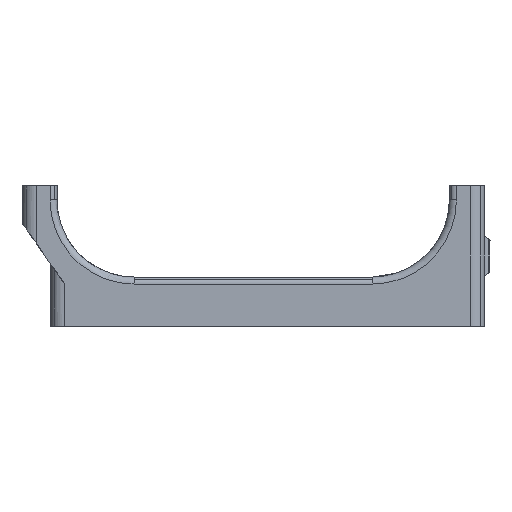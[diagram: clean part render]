
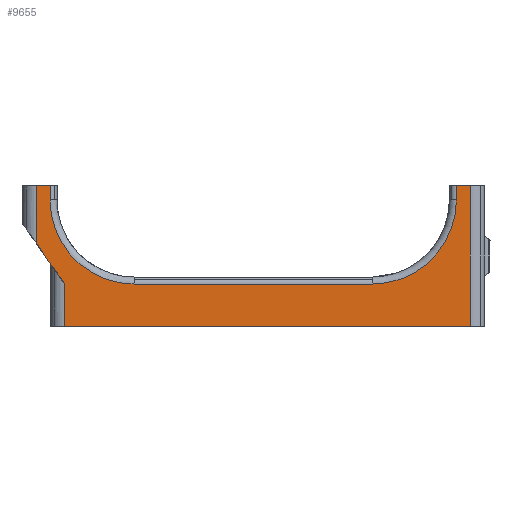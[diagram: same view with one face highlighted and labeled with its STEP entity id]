
A CAD part, left-side view. The second image highlights one B-rep face of the part: STEP entity #9655.
In plain terms, the highlighted planar face has unit normal (-1, 0, 0).
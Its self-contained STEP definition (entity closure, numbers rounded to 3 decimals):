
#5 = CARTESIAN_POINT ( 'NONE',  ( 143.863, 455.634, 195.747 ) ) ;
#45 = EDGE_CURVE ( 'NONE', #18043, #10434, #16199, .T. ) ;
#259 = ORIENTED_EDGE ( 'NONE', *, *, #1933, .F. ) ;
#976 = VERTEX_POINT ( 'NONE', #10531 ) ;
#1046 = LINE ( 'NONE', #3109, #16415 ) ;
#1192 = EDGE_CURVE ( 'NONE', #2476, #20448, #12369, .T. ) ;
#1555 = VERTEX_POINT ( 'NONE', #21102 ) ;
#1861 = EDGE_CURVE ( 'NONE', #2476, #8022, #1046, .T. ) ;
#1933 = EDGE_CURVE ( 'NONE', #9349, #17732, #11941, .T. ) ;
#1999 = EDGE_CURVE ( 'NONE', #4969, #20448, #6051, .T. ) ;
#2112 = ORIENTED_EDGE ( 'NONE', *, *, #1861, .F. ) ;
#2383 = DIRECTION ( 'NONE',  ( 0., -1., 0. ) ) ;
#2385 = AXIS2_PLACEMENT_3D ( 'NONE', #9448, #12980, #15931 ) ;
#2433 = VECTOR ( 'NONE', #17162, 1000. ) ;
#2476 = VERTEX_POINT ( 'NONE', #16629 ) ;
#2484 = EDGE_CURVE ( 'NONE', #4501, #976, #8269, .T. ) ;
#3109 = CARTESIAN_POINT ( 'NONE',  ( 143.863, 395.634, 195.747 ) ) ;
#3413 = CIRCLE ( 'NONE', #2385, 12. ) ;
#3868 = AXIS2_PLACEMENT_3D ( 'NONE', #8189, #5947, #13037 ) ;
#4480 = CIRCLE ( 'NONE', #20910, 12. ) ;
#4501 = VERTEX_POINT ( 'NONE', #13687 ) ;
#4695 = ORIENTED_EDGE ( 'NONE', *, *, #5580, .T. ) ;
#4969 = VERTEX_POINT ( 'NONE', #9426 ) ;
#5034 = CARTESIAN_POINT ( 'NONE',  ( 143.863, 443.634, 198.747 ) ) ;
#5555 = EDGE_CURVE ( 'NONE', #9213, #4969, #3413, .T. ) ;
#5580 = EDGE_CURVE ( 'NONE', #4501, #10434, #6196, .T. ) ;
#5947 = DIRECTION ( 'NONE',  ( 1., 0., 0. ) ) ;
#6050 = VECTOR ( 'NONE', #6593, 1000. ) ;
#6051 = LINE ( 'NONE', #11134, #7659 ) ;
#6196 = LINE ( 'NONE', #16156, #18475 ) ;
#6263 = EDGE_CURVE ( 'NONE', #1555, #9213, #15527, .T. ) ;
#6527 = ORIENTED_EDGE ( 'NONE', *, *, #11273, .F. ) ;
#6593 = DIRECTION ( 'NONE',  ( 0., 0., 1. ) ) ;
#6807 = VECTOR ( 'NONE', #10689, 1000. ) ;
#7159 = EDGE_LOOP ( 'NONE', ( #18655, #4695, #20350, #7308, #259, #18864, #2112, #17574, #20717, #20583, #11213, #6527 ) ) ;
#7308 = ORIENTED_EDGE ( 'NONE', *, *, #17974, .T. ) ;
#7659 = VECTOR ( 'NONE', #13042, 1000. ) ;
#8022 = VERTEX_POINT ( 'NONE', #16530 ) ;
#8189 = CARTESIAN_POINT ( 'NONE',  ( 143.863, 426.234, 190.747 ) ) ;
#8269 = LINE ( 'NONE', #5, #13335 ) ;
#8855 = LINE ( 'NONE', #9064, #6807 ) ;
#8865 = DIRECTION ( 'NONE',  ( 0., 1., 0. ) ) ;
#9064 = CARTESIAN_POINT ( 'NONE',  ( 143.863, 453.032, 186.032 ) ) ;
#9213 = VERTEX_POINT ( 'NONE', #19042 ) ;
#9236 = CARTESIAN_POINT ( 'NONE',  ( 143.863, 417.934, 186.747 ) ) ;
#9349 = VERTEX_POINT ( 'NONE', #16943 ) ;
#9426 = CARTESIAN_POINT ( 'NONE',  ( 143.863, 397.634, 198.747 ) ) ;
#9448 = CARTESIAN_POINT ( 'NONE',  ( 143.863, 409.634, 198.747 ) ) ;
#9655 = ADVANCED_FACE ( 'NONE', ( #10530 ), #13938, .F. ) ;
#9735 = DIRECTION ( 'NONE',  ( 0., 0., -1. ) ) ;
#10244 = DIRECTION ( 'NONE',  ( 0., 0.707, -0.707 ) ) ;
#10434 = VERTEX_POINT ( 'NONE', #11415 ) ;
#10530 = FACE_OUTER_BOUND ( 'NONE', #7159, .T. ) ;
#10531 = CARTESIAN_POINT ( 'NONE',  ( 143.863, 455.634, 198.747 ) ) ;
#10689 = DIRECTION ( 'NONE',  ( 0., -0.574, -0.819 ) ) ;
#10969 = DIRECTION ( 'NONE',  ( 0., 1., 0. ) ) ;
#11134 = CARTESIAN_POINT ( 'NONE',  ( 143.863, 397.634, 185.747 ) ) ;
#11213 = ORIENTED_EDGE ( 'NONE', *, *, #6263, .F. ) ;
#11273 = EDGE_CURVE ( 'NONE', #976, #1555, #4480, .T. ) ;
#11415 = CARTESIAN_POINT ( 'NONE',  ( 143.863, 457.634, 200.747 ) ) ;
#11775 = DIRECTION ( 'NONE',  ( -1., 0., 0. ) ) ;
#11838 = VECTOR ( 'NONE', #16675, 1000. ) ;
#11941 = LINE ( 'NONE', #13713, #11838 ) ;
#12096 = CARTESIAN_POINT ( 'NONE',  ( 143.863, 457.634, 192.604 ) ) ;
#12369 = LINE ( 'NONE', #20589, #19663 ) ;
#12797 = VECTOR ( 'NONE', #2383, 1000. ) ;
#12980 = DIRECTION ( 'NONE',  ( -1., 0., 0. ) ) ;
#13037 = DIRECTION ( 'NONE',  ( 0., 1., 0. ) ) ;
#13042 = DIRECTION ( 'NONE',  ( 0., 0., 1. ) ) ;
#13335 = VECTOR ( 'NONE', #14973, 1000. ) ;
#13687 = CARTESIAN_POINT ( 'NONE',  ( 143.863, 455.634, 200.747 ) ) ;
#13713 = CARTESIAN_POINT ( 'NONE',  ( 143.863, 453.634, 190.247 ) ) ;
#13938 = PLANE ( 'NONE',  #3868 ) ;
#14973 = DIRECTION ( 'NONE',  ( 0., 0., -1. ) ) ;
#15527 = LINE ( 'NONE', #9236, #2433 ) ;
#15931 = DIRECTION ( 'NONE',  ( 0., -0.707, -0.707 ) ) ;
#16156 = CARTESIAN_POINT ( 'NONE',  ( 143.863, 440.434, 200.747 ) ) ;
#16199 = LINE ( 'NONE', #17841, #6050 ) ;
#16415 = VECTOR ( 'NONE', #9735, 1000. ) ;
#16530 = CARTESIAN_POINT ( 'NONE',  ( 143.863, 395.634, 180.747 ) ) ;
#16629 = CARTESIAN_POINT ( 'NONE',  ( 143.863, 395.634, 200.747 ) ) ;
#16675 = DIRECTION ( 'NONE',  ( 0., 0., 1. ) ) ;
#16943 = CARTESIAN_POINT ( 'NONE',  ( 143.863, 453.634, 180.747 ) ) ;
#17162 = DIRECTION ( 'NONE',  ( 0., -1., 0. ) ) ;
#17348 = CARTESIAN_POINT ( 'NONE',  ( 143.863, 426.434, 180.747 ) ) ;
#17546 = CARTESIAN_POINT ( 'NONE',  ( 143.863, 453.634, 186.891 ) ) ;
#17574 = ORIENTED_EDGE ( 'NONE', *, *, #1192, .T. ) ;
#17732 = VERTEX_POINT ( 'NONE', #17546 ) ;
#17841 = CARTESIAN_POINT ( 'NONE',  ( 143.863, 457.634, 195.747 ) ) ;
#17974 = EDGE_CURVE ( 'NONE', #18043, #17732, #8855, .T. ) ;
#18043 = VERTEX_POINT ( 'NONE', #12096 ) ;
#18475 = VECTOR ( 'NONE', #10969, 1000. ) ;
#18477 = CARTESIAN_POINT ( 'NONE',  ( 143.863, 397.634, 200.747 ) ) ;
#18655 = ORIENTED_EDGE ( 'NONE', *, *, #2484, .F. ) ;
#18864 = ORIENTED_EDGE ( 'NONE', *, *, #19714, .T. ) ;
#19015 = LINE ( 'NONE', #17348, #12797 ) ;
#19042 = CARTESIAN_POINT ( 'NONE',  ( 143.863, 409.634, 186.747 ) ) ;
#19663 = VECTOR ( 'NONE', #8865, 1000. ) ;
#19714 = EDGE_CURVE ( 'NONE', #9349, #8022, #19015, .T. ) ;
#20350 = ORIENTED_EDGE ( 'NONE', *, *, #45, .F. ) ;
#20448 = VERTEX_POINT ( 'NONE', #18477 ) ;
#20583 = ORIENTED_EDGE ( 'NONE', *, *, #5555, .F. ) ;
#20589 = CARTESIAN_POINT ( 'NONE',  ( 143.863, 409.934, 200.747 ) ) ;
#20717 = ORIENTED_EDGE ( 'NONE', *, *, #1999, .F. ) ;
#20910 = AXIS2_PLACEMENT_3D ( 'NONE', #5034, #11775, #10244 ) ;
#21102 = CARTESIAN_POINT ( 'NONE',  ( 143.863, 443.634, 186.747 ) ) ;
